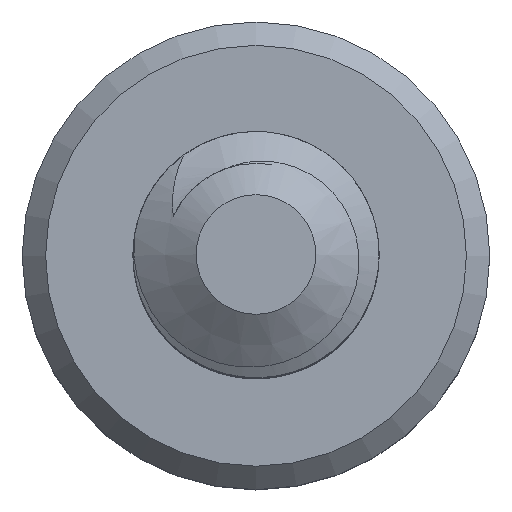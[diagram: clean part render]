
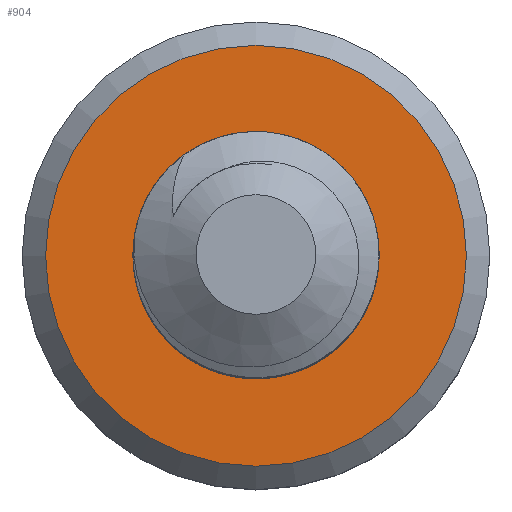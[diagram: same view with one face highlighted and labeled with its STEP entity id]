
A CAD part, top view. The second image highlights one B-rep face of the part: STEP entity #904.
In plain terms, the highlighted planar face has unit normal (0, 0, 1).
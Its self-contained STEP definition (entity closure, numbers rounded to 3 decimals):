
#16=FACE_BOUND('',#139,.T.);
#19=PLANE('',#995);
#84=FACE_OUTER_BOUND('',#138,.T.);
#138=EDGE_LOOP('',(#786,#787));
#139=EDGE_LOOP('',(#788,#789,#790,#791));
#152=CIRCLE('',#938,1.);
#156=CIRCLE('',#971,1.71);
#157=CIRCLE('',#972,1.71);
#166=CIRCLE('',#986,0.74);
#237=B_SPLINE_CURVE_WITH_KNOTS('',3,(#5874,#5875,#5876,#5877,#5878,#5879,
#5880,#5881,#5882,#5883,#5884,#5885,#5886,#5887,#5888,#5889,#5890,#5891,
#5892,#5893,#5894,#5895,#5896,#5897,#5898,#5899,#5900,#5901,#5902,#5903,
#5904,#5905,#5906,#5907,#5908,#5909,#5910),.UNSPECIFIED.,.F.,.F.,(4,3,3,
3,3,3,3,3,3,3,3,3,4),(0.,0.026,0.056,0.068,
0.076,0.085,0.104,0.111,
0.157,0.193,0.214,0.226,
0.27),.UNSPECIFIED.);
#238=B_SPLINE_CURVE_WITH_KNOTS('',3,(#6345,#6346,#6347,#6348,#6349,#6350,
#6351,#6352,#6353,#6354,#6355,#6356,#6357,#6358,#6359,#6360,#6361,#6362),
 .UNSPECIFIED.,.F.,.F.,(4,2,2,2,2,2,2,2,4),(0.,0.02,0.038,
0.072,0.11,0.153,0.2,
0.232,0.25),.UNSPECIFIED.);
#331=VERTEX_POINT('',#1202);
#332=VERTEX_POINT('',#1222);
#393=VERTEX_POINT('',#5130);
#394=VERTEX_POINT('',#5132);
#406=VERTEX_POINT('',#5273);
#407=VERTEX_POINT('',#5293);
#420=EDGE_CURVE('',#331,#332,#152,.T.);
#510=EDGE_CURVE('',#394,#393,#156,.T.);
#511=EDGE_CURVE('',#393,#394,#157,.T.);
#528=EDGE_CURVE('',#407,#406,#166,.T.);
#532=EDGE_CURVE('',#406,#332,#237,.T.);
#533=EDGE_CURVE('',#331,#407,#238,.T.);
#786=ORIENTED_EDGE('',*,*,#510,.T.);
#787=ORIENTED_EDGE('',*,*,#511,.T.);
#788=ORIENTED_EDGE('',*,*,#420,.F.);
#789=ORIENTED_EDGE('',*,*,#533,.T.);
#790=ORIENTED_EDGE('',*,*,#528,.T.);
#791=ORIENTED_EDGE('',*,*,#532,.T.);
#904=ADVANCED_FACE('',(#84,#16),#19,.F.);
#938=AXIS2_PLACEMENT_3D('',#1223,#1013,#1014);
#971=AXIS2_PLACEMENT_3D('',#5133,#1108,#1109);
#972=AXIS2_PLACEMENT_3D('',#5134,#1110,#1111);
#986=AXIS2_PLACEMENT_3D('',#5294,#1141,#1142);
#995=AXIS2_PLACEMENT_3D('',#6374,#1159,#1160);
#1013=DIRECTION('center_axis',(0.,0.,1.));
#1014=DIRECTION('ref_axis',(1.,0.,0.));
#1108=DIRECTION('center_axis',(0.,0.,1.));
#1109=DIRECTION('ref_axis',(-1.,0.,0.));
#1110=DIRECTION('center_axis',(0.,0.,1.));
#1111=DIRECTION('ref_axis',(-1.,0.,0.));
#1141=DIRECTION('center_axis',(0.,0.,-1.));
#1142=DIRECTION('ref_axis',(1.,0.,0.));
#1159=DIRECTION('center_axis',(0.,0.,-1.));
#1160=DIRECTION('ref_axis',(-1.,0.,0.));
#1202=CARTESIAN_POINT('',(0.,1.,-6.));
#1222=CARTESIAN_POINT('',(-0.701,0.714,-6.));
#1223=CARTESIAN_POINT('Origin',(0.,0.,-6.));
#5130=CARTESIAN_POINT('',(1.71,0.,-6.));
#5132=CARTESIAN_POINT('',(-1.71,0.,-6.));
#5133=CARTESIAN_POINT('Origin',(0.,0.,-6.));
#5134=CARTESIAN_POINT('Origin',(0.,0.,-6.));
#5273=CARTESIAN_POINT('',(0.,-0.74,-6.));
#5293=CARTESIAN_POINT('',(0.519,-0.528,-6.));
#5294=CARTESIAN_POINT('Origin',(0.,0.,-6.));
#5874=CARTESIAN_POINT('Ctrl Pts',(0.,-0.74,
-6.));
#5875=CARTESIAN_POINT('Ctrl Pts',(-0.085,-0.752,
-6.));
#5876=CARTESIAN_POINT('Ctrl Pts',(-0.171,-0.749,
-6.));
#5877=CARTESIAN_POINT('Ctrl Pts',(-0.255,-0.733,
-6.));
#5878=CARTESIAN_POINT('Ctrl Pts',(-0.352,-0.714,
-6.));
#5879=CARTESIAN_POINT('Ctrl Pts',(-0.446,-0.677,
-6.));
#5880=CARTESIAN_POINT('Ctrl Pts',(-0.53,-0.624,
-6.));
#5881=CARTESIAN_POINT('Ctrl Pts',(-0.565,-0.602,
-6.));
#5882=CARTESIAN_POINT('Ctrl Pts',(-0.598,-0.577,
-6.));
#5883=CARTESIAN_POINT('Ctrl Pts',(-0.629,-0.549,
-6.));
#5884=CARTESIAN_POINT('Ctrl Pts',(-0.649,-0.532,
-6.));
#5885=CARTESIAN_POINT('Ctrl Pts',(-0.668,-0.513,
-6.));
#5886=CARTESIAN_POINT('Ctrl Pts',(-0.685,-0.495,
-6.));
#5887=CARTESIAN_POINT('Ctrl Pts',(-0.706,-0.473,
-6.));
#5888=CARTESIAN_POINT('Ctrl Pts',(-0.724,-0.45,
-6.));
#5889=CARTESIAN_POINT('Ctrl Pts',(-0.741,-0.428,
-6.));
#5890=CARTESIAN_POINT('Ctrl Pts',(-0.773,-0.384,
-6.));
#5891=CARTESIAN_POINT('Ctrl Pts',(-0.799,-0.341,
-6.));
#5892=CARTESIAN_POINT('Ctrl Pts',(-0.82,-0.302,
-6.));
#5893=CARTESIAN_POINT('Ctrl Pts',(-0.828,-0.285,
-6.));
#5894=CARTESIAN_POINT('Ctrl Pts',(-0.836,-0.27,
-6.));
#5895=CARTESIAN_POINT('Ctrl Pts',(-0.842,-0.254,
-6.));
#5896=CARTESIAN_POINT('Ctrl Pts',(-0.884,-0.161,
-6.));
#5897=CARTESIAN_POINT('Ctrl Pts',(-0.909,-0.061,
-6.));
#5898=CARTESIAN_POINT('Ctrl Pts',(-0.918,0.04,
-6.));
#5899=CARTESIAN_POINT('Ctrl Pts',(-0.924,0.12,
-6.));
#5900=CARTESIAN_POINT('Ctrl Pts',(-0.92,0.2,
-6.));
#5901=CARTESIAN_POINT('Ctrl Pts',(-0.906,0.278,
-6.));
#5902=CARTESIAN_POINT('Ctrl Pts',(-0.897,0.324,
-6.));
#5903=CARTESIAN_POINT('Ctrl Pts',(-0.885,0.37,
-6.));
#5904=CARTESIAN_POINT('Ctrl Pts',(-0.87,0.414,
-6.));
#5905=CARTESIAN_POINT('Ctrl Pts',(-0.861,0.438,-6.));
#5906=CARTESIAN_POINT('Ctrl Pts',(-0.851,0.462,
-6.));
#5907=CARTESIAN_POINT('Ctrl Pts',(-0.841,0.486,
-6.));
#5908=CARTESIAN_POINT('Ctrl Pts',(-0.802,0.572,
-6.));
#5909=CARTESIAN_POINT('Ctrl Pts',(-0.753,0.649,
-6.));
#5910=CARTESIAN_POINT('Ctrl Pts',(-0.701,0.714,
-6.));
#6345=CARTESIAN_POINT('Ctrl Pts',(0.,1.,
-6.));
#6346=CARTESIAN_POINT('Ctrl Pts',(0.065,0.993,
-6.));
#6347=CARTESIAN_POINT('Ctrl Pts',(0.13,0.98,-6.));
#6348=CARTESIAN_POINT('Ctrl Pts',(0.25,0.942,-6.));
#6349=CARTESIAN_POINT('Ctrl Pts',(0.305,0.918,-6.));
#6350=CARTESIAN_POINT('Ctrl Pts',(0.459,0.834,-6.));
#6351=CARTESIAN_POINT('Ctrl Pts',(0.548,0.761,-6.));
#6352=CARTESIAN_POINT('Ctrl Pts',(0.702,0.579,-6.));
#6353=CARTESIAN_POINT('Ctrl Pts',(0.753,0.481,-6.));
#6354=CARTESIAN_POINT('Ctrl Pts',(0.817,0.31,-6.));
#6355=CARTESIAN_POINT('Ctrl Pts',(0.835,0.212,-6.));
#6356=CARTESIAN_POINT('Ctrl Pts',(0.835,0.009,
-6.));
#6357=CARTESIAN_POINT('Ctrl Pts',(0.815,-0.094,
-6.));
#6358=CARTESIAN_POINT('Ctrl Pts',(0.749,-0.258,
-6.));
#6359=CARTESIAN_POINT('Ctrl Pts',(0.713,-0.322,-6.));
#6360=CARTESIAN_POINT('Ctrl Pts',(0.645,-0.412,
-6.));
#6361=CARTESIAN_POINT('Ctrl Pts',(0.597,-0.472,
-6.));
#6362=CARTESIAN_POINT('Ctrl Pts',(0.519,-0.528,
-6.));
#6374=CARTESIAN_POINT('Origin',(0.,0.,-6.));
